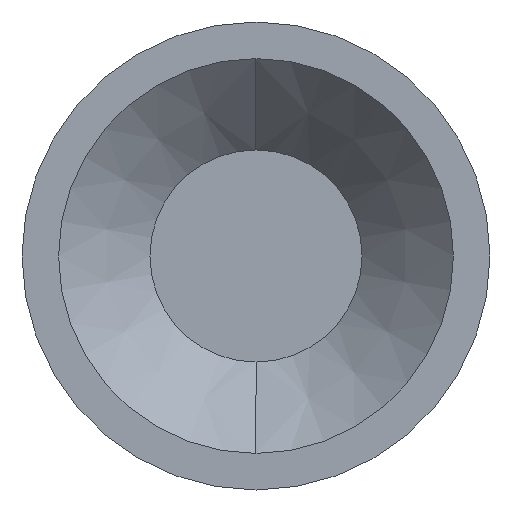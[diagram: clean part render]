
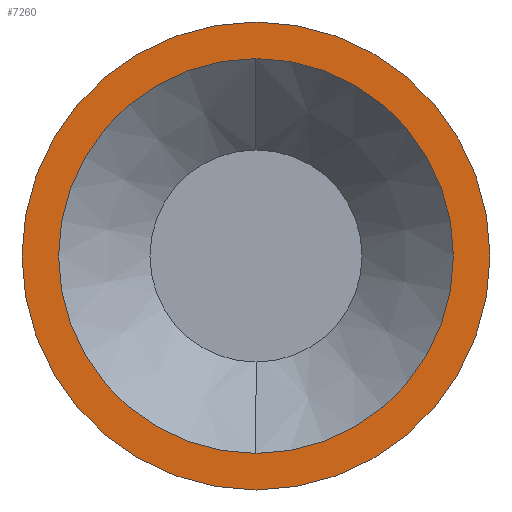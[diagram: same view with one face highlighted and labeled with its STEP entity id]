
A CAD part, left-side view. The second image highlights one B-rep face of the part: STEP entity #7260.
In plain terms, the highlighted face is planar.
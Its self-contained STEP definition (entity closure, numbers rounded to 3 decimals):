
#6870=CARTESIAN_POINT('',(6.263,38.658,
0.));
#6880=DIRECTION('',(0.,0.,1.));
#6890=DIRECTION('',(0.999,-0.044,
0.));
#6900=AXIS2_PLACEMENT_3D('',#6870,#6880,#6890);
#6910=PLANE('',#6900);
#6920=CARTESIAN_POINT('',(6.753,39.599,
0.));
#6930=DIRECTION('',(0.,0.,1.));
#6940=DIRECTION('',(0.999,-0.044,
0.));
#6950=AXIS2_PLACEMENT_3D('',#6920,#6930,#6940);
#6960=CIRCLE('',#6950,1.35);
#6970=CARTESIAN_POINT('',(6.694,38.251,
0.));
#6980=VERTEX_POINT('',#6970);
#6990=CARTESIAN_POINT('',(8.102,39.541,
0.));
#7000=VERTEX_POINT('',#6990);
#7010=EDGE_CURVE('',#6980,#7000,#6960,.T.);
#7020=ORIENTED_EDGE('',*,*,#7010,.F.);
#7030=CARTESIAN_POINT('',(5.404,39.658,
0.));
#7040=VERTEX_POINT('',#7030);
#7050=EDGE_CURVE('',#7000,#7040,#6960,.T.);
#7060=ORIENTED_EDGE('',*,*,#7050,.F.);
#7070=EDGE_CURVE('',#7040,#6980,#6960,.T.);
#7080=ORIENTED_EDGE('',*,*,#7070,.F.);
#7090=EDGE_LOOP('',(#7080,#7060,#7020));
#7100=FACE_BOUND('',#7090,.T.);
#7110=CARTESIAN_POINT('',(6.753,39.599,
0.));
#7120=DIRECTION('',(0.,0.,1.));
#7130=DIRECTION('',(0.999,-0.044,
0.));
#7140=AXIS2_PLACEMENT_3D('',#7110,#7120,#7130);
#7150=CIRCLE('',#7140,1.6);
#7160=CARTESIAN_POINT('',(8.351,39.53,
0.));
#7170=VERTEX_POINT('',#7160);
#7180=CARTESIAN_POINT('',(5.154,39.669,
0.));
#7190=VERTEX_POINT('',#7180);
#7200=EDGE_CURVE('',#7170,#7190,#7150,.T.);
#7210=ORIENTED_EDGE('',*,*,#7200,.T.);
#7220=EDGE_CURVE('',#7190,#7170,#7150,.T.);
#7230=ORIENTED_EDGE('',*,*,#7220,.T.);
#7240=EDGE_LOOP('',(#7230,#7210));
#7250=FACE_OUTER_BOUND('',#7240,.T.);
#7260=ADVANCED_FACE('',(#7100,#7250),#6910,.T.);
